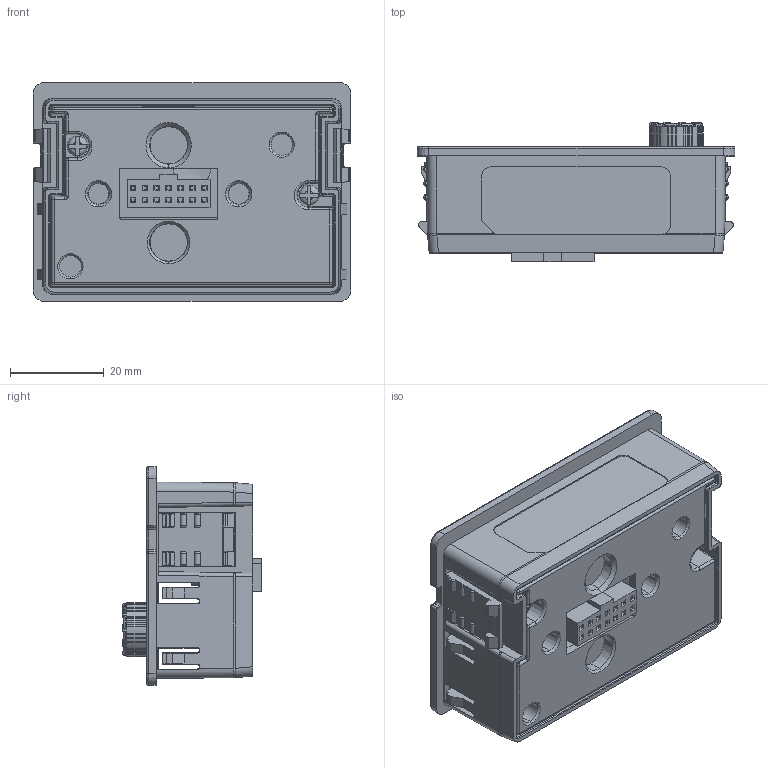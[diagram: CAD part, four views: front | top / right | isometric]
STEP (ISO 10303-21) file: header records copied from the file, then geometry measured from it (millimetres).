
FILE_DESCRIPTION (( 'STEP AP214' ), '1' );
FILE_NAME ('KPMS-LE01-PD-3D00 with NEW KNOB R1.STEP', '2020-03-10T16:05:33', ( '' ), ( '' ), 'SwSTEP 2.0', 'SolidWorks 2017', '' );
FILE_SCHEMA (( 'AUTOMOTIVE_DESIGN' ));
Length unit declared in the file: inch
Products named in the file (1): KPMS-LE01-PD-3D00 with NEW KNOB R1
Bounding box: 68 x 29.86 x 46.8 mm (x, y, z)
Volume: 16640.5 mm3; surface area: 27149.8 mm2
Topology: 8 solids, 8 shells, 1195 faces, 3106 edges, 1971 vertices
Faces by surface type: plane 606, cylinder 334, bspline 128, cone 102, torus 25
Entity records: 45937 total; most frequent: CARTESIAN_POINT 17808, ORIENTED_EDGE 6212, DIRECTION 4993, EDGE_CURVE 3106, VERTEX_POINT 1971, LINE 1739, VECTOR 1739, AXIS2_PLACEMENT_3D 1627
